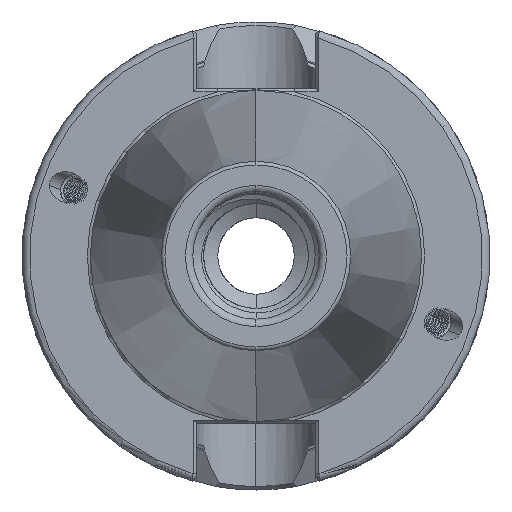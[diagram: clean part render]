
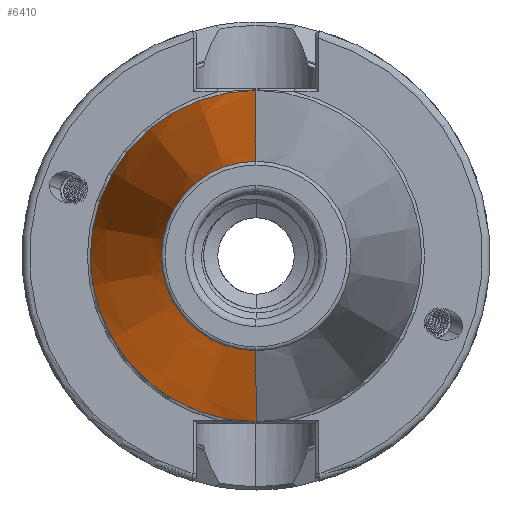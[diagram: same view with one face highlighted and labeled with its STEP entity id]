
A CAD part, left-side view. The second image highlights one B-rep face of the part: STEP entity #6410.
In plain terms, the highlighted conical face has half-angle 8.297 degrees and reference radius 22.298 mm.
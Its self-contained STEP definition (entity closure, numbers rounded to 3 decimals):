
#5 = CIRCLE ( 'NONE', #609, 12.75 ) ;
#6 = CIRCLE ( 'NONE', #616, 22.298 ) ;
#80 = CONICAL_SURFACE ( 'NONE', #9240, 22.298, 0.145 ) ;
#605 = VECTOR ( 'NONE', #2093, 1000. ) ;
#609 = AXIS2_PLACEMENT_3D ( 'NONE', #2090, #2094, #2095 ) ;
#616 = AXIS2_PLACEMENT_3D ( 'NONE', #2096, #2103, #2104 ) ;
#617 = VECTOR ( 'NONE', #2099, 1000. ) ;
#1557 = ORIENTED_EDGE ( 'NONE', *, *, #6176, .F. ) ;
#1558 = ORIENTED_EDGE ( 'NONE', *, *, #6178, .T. ) ;
#1559 = ORIENTED_EDGE ( 'NONE', *, *, #6180, .F. ) ;
#1560 = ORIENTED_EDGE ( 'NONE', *, *, #6177, .T. ) ;
#2090 = CARTESIAN_POINT ( 'NONE',  ( -66.972, 0., 0. ) ) ;
#2091 = LINE ( 'NONE', #2092, #605 ) ;
#2092 = CARTESIAN_POINT ( 'NONE',  ( -1.5, 0., -22.298 ) ) ;
#2093 = DIRECTION ( 'NONE',  ( 0.99, 0., -0.144 ) ) ;
#2094 = DIRECTION ( 'NONE',  ( 1., 0., 0. ) ) ;
#2095 = DIRECTION ( 'NONE',  ( 0., 0., -1. ) ) ;
#2096 = CARTESIAN_POINT ( 'NONE',  ( -1.5, 0., 0. ) ) ;
#2097 = LINE ( 'NONE', #2098, #617 ) ;
#2098 = CARTESIAN_POINT ( 'NONE',  ( -1.5, 0., 22.298 ) ) ;
#2099 = DIRECTION ( 'NONE',  ( 0.99, 0., 0.144 ) ) ;
#2103 = DIRECTION ( 'NONE',  ( 1., 0., 0. ) ) ;
#2104 = DIRECTION ( 'NONE',  ( 0., 0., -1. ) ) ;
#2794 = CARTESIAN_POINT ( 'NONE',  ( -1.5, 0., -22.298 ) ) ;
#2795 = CARTESIAN_POINT ( 'NONE',  ( -1.5, 0., 22.298 ) ) ;
#2796 = CARTESIAN_POINT ( 'NONE',  ( -66.972, 0., -12.75 ) ) ;
#2797 = CARTESIAN_POINT ( 'NONE',  ( -66.972, 0., 12.75 ) ) ;
#3359 = EDGE_LOOP ( 'NONE', ( #1560, #1558, #1559, #1557 ) ) ;
#4658 = CARTESIAN_POINT ( 'NONE',  ( -1.5, 0., 0. ) ) ;
#4659 = DIRECTION ( 'NONE',  ( 1., 0., 0. ) ) ;
#4660 = DIRECTION ( 'NONE',  ( 0., 0., -1. ) ) ;
#5286 = VERTEX_POINT ( 'NONE', #2794 ) ;
#5287 = VERTEX_POINT ( 'NONE', #2795 ) ;
#5288 = VERTEX_POINT ( 'NONE', #2796 ) ;
#5289 = VERTEX_POINT ( 'NONE', #2797 ) ;
#6176 = EDGE_CURVE ( 'NONE', #5288, #5286, #2091, .T. ) ;
#6177 = EDGE_CURVE ( 'NONE', #5288, #5289, #5, .T. ) ;
#6178 = EDGE_CURVE ( 'NONE', #5289, #5287, #2097, .T. ) ;
#6180 = EDGE_CURVE ( 'NONE', #5286, #5287, #6, .T. ) ;
#6410 = ADVANCED_FACE ( 'NONE', ( #9231 ), #80, .T. ) ;
#9231 = FACE_OUTER_BOUND ( 'NONE', #3359, .T. ) ;
#9240 = AXIS2_PLACEMENT_3D ( 'NONE', #4658, #4659, #4660 ) ;
